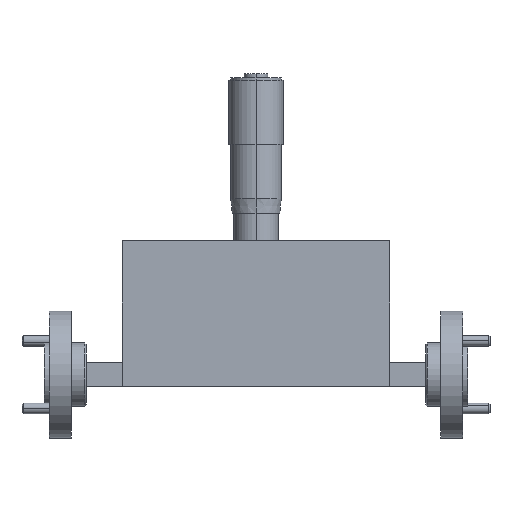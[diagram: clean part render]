
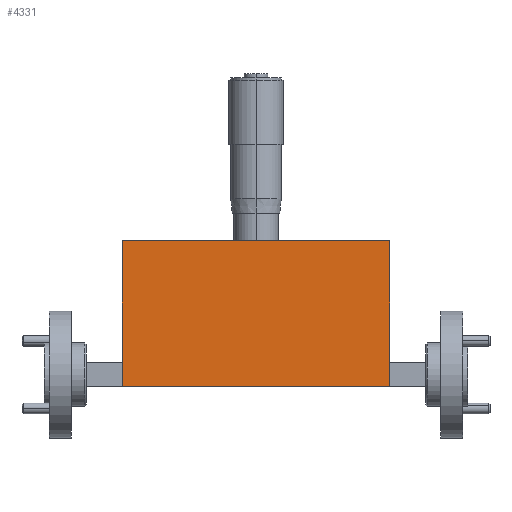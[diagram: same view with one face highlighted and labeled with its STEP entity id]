
A CAD part, top view. The second image highlights one B-rep face of the part: STEP entity #4331.
In plain terms, the highlighted planar face has unit normal (0, 0, 1).
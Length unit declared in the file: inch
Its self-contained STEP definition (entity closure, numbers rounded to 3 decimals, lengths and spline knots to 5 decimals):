
#28 = EDGE_CURVE ( 'NONE', #3095, #478, #1904, .T. ) ;
#105 = ORIENTED_EDGE ( 'NONE', *, *, #3707, .T. ) ;
#164 = CARTESIAN_POINT ( 'NONE',  ( 0.7874, -0.0705, 0.21654 ) ) ;
#267 = ORIENTED_EDGE ( 'NONE', *, *, #2250, .F. ) ;
#478 = VERTEX_POINT ( 'NONE', #2372 ) ;
#500 = VERTEX_POINT ( 'NONE', #3502 ) ;
#1130 = LINE ( 'NONE', #2129, #2083 ) ;
#1256 = CARTESIAN_POINT ( 'NONE',  ( 0.7874, -1.70377, 0.21654 ) ) ;
#1296 = CARTESIAN_POINT ( 'NONE',  ( 0.7874, -0.0705, 0.21654 ) ) ;
#1338 = LINE ( 'NONE', #1256, #4239 ) ;
#1406 = CARTESIAN_POINT ( 'NONE',  ( -0.7874, -0.0705, 0.21654 ) ) ;
#1432 = PLANE ( 'NONE',  #3950 ) ;
#1543 = DIRECTION ( 'NONE',  ( 0., 1., 0. ) ) ;
#1677 = DIRECTION ( 'NONE',  ( 1., 0., 0. ) ) ;
#1829 = DIRECTION ( 'NONE',  ( 0., 0., 1. ) ) ;
#1904 = LINE ( 'NONE', #2575, #4868 ) ;
#2083 = VECTOR ( 'NONE', #1677, 39.37008 ) ;
#2129 = CARTESIAN_POINT ( 'NONE',  ( 0.7874, 0.7905, 0.21654 ) ) ;
#2136 = EDGE_CURVE ( 'NONE', #478, #500, #1130, .T. ) ;
#2215 = DIRECTION ( 'NONE',  ( 1., 0., 0. ) ) ;
#2250 = EDGE_CURVE ( 'NONE', #3246, #3095, #4117, .T. ) ;
#2306 = DIRECTION ( 'NONE',  ( -1., 0., 0. ) ) ;
#2372 = CARTESIAN_POINT ( 'NONE',  ( -0.7874, 0.7905, 0.21654 ) ) ;
#2490 = ORIENTED_EDGE ( 'NONE', *, *, #28, .F. ) ;
#2575 = CARTESIAN_POINT ( 'NONE',  ( -0.7874, -1.70377, 0.21654 ) ) ;
#2606 = ORIENTED_EDGE ( 'NONE', *, *, #2136, .F. ) ;
#3095 = VERTEX_POINT ( 'NONE', #1406 ) ;
#3109 = VECTOR ( 'NONE', #2306, 39.37008 ) ;
#3246 = VERTEX_POINT ( 'NONE', #164 ) ;
#3502 = CARTESIAN_POINT ( 'NONE',  ( 0.7874, 0.7905, 0.21654 ) ) ;
#3707 = EDGE_CURVE ( 'NONE', #3246, #500, #1338, .T. ) ;
#3872 = EDGE_LOOP ( 'NONE', ( #267, #105, #2606, #2490 ) ) ;
#3950 = AXIS2_PLACEMENT_3D ( 'NONE', #4097, #1829, #2215 ) ;
#4063 = DIRECTION ( 'NONE',  ( 0., 1., 0. ) ) ;
#4097 = CARTESIAN_POINT ( 'NONE',  ( 0.7874, -1.70377, 0.21654 ) ) ;
#4117 = LINE ( 'NONE', #1296, #3109 ) ;
#4239 = VECTOR ( 'NONE', #4063, 39.37008 ) ;
#4331 = ADVANCED_FACE ( 'NONE', ( #4538 ), #1432, .T. ) ;
#4538 = FACE_OUTER_BOUND ( 'NONE', #3872, .T. ) ;
#4868 = VECTOR ( 'NONE', #1543, 39.37008 ) ;
